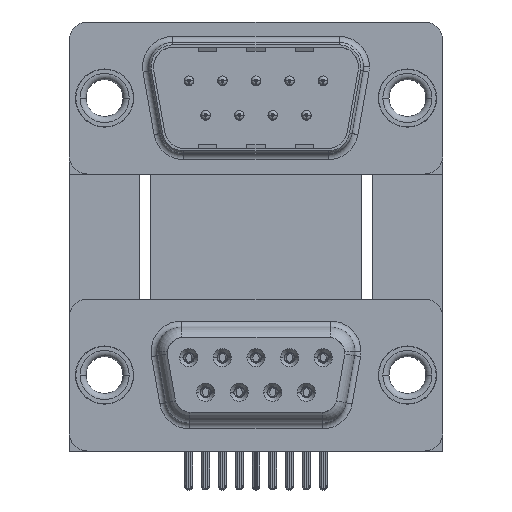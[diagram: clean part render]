
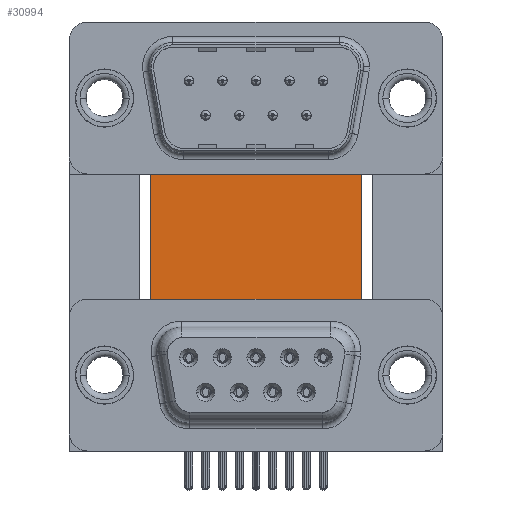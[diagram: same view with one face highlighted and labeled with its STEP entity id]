
A CAD part, top view. The second image highlights one B-rep face of the part: STEP entity #30994.
In plain terms, the highlighted planar face has unit normal (0, 0, 1).
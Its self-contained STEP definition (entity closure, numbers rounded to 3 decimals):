
#695 = VECTOR ( 'NONE', #6555, 1000. ) ;
#869 = VECTOR ( 'NONE', #21971, 1000. ) ;
#981 = DIRECTION ( 'NONE',  ( 1., 0., 0. ) ) ;
#2596 = VECTOR ( 'NONE', #32384, 1000. ) ;
#3753 = CARTESIAN_POINT ( 'NONE',  ( 22.09, -3.735, -12. ) ) ;
#4698 = VERTEX_POINT ( 'NONE', #8769 ) ;
#5306 = ORIENTED_EDGE ( 'NONE', *, *, #17420, .T. ) ;
#5314 = CARTESIAN_POINT ( 'NONE',  ( 3.79, 16.585, -12. ) ) ;
#5335 = CARTESIAN_POINT ( 'NONE',  ( 2.4, -4.635, -12. ) ) ;
#6012 = EDGE_CURVE ( 'NONE', #19527, #29257, #13268, .T. ) ;
#6555 = DIRECTION ( 'NONE',  ( 1., 0., 0. ) ) ;
#6744 = CARTESIAN_POINT ( 'NONE',  ( 22.09, -4.635, -12. ) ) ;
#6973 = DIRECTION ( 'NONE',  ( 1., 0., 0. ) ) ;
#7310 = LINE ( 'NONE', #3753, #2596 ) ;
#7439 = VECTOR ( 'NONE', #36124, 1000. ) ;
#7993 = LINE ( 'NONE', #36509, #7439 ) ;
#8769 = CARTESIAN_POINT ( 'NONE',  ( 22.59, -4.635, -12. ) ) ;
#8852 = PLANE ( 'NONE',  #19327 ) ;
#9331 = CARTESIAN_POINT ( 'NONE',  ( 21.2, 16.585, -12. ) ) ;
#9407 = EDGE_LOOP ( 'NONE', ( #9991, #26579, #34921, #5306, #15587, #23907, #22580, #29137, #32312, #13176 ) ) ;
#9511 = LINE ( 'NONE', #9331, #30347 ) ;
#9548 = VERTEX_POINT ( 'NONE', #10381 ) ;
#9991 = ORIENTED_EDGE ( 'NONE', *, *, #33992, .T. ) ;
#10266 = VERTEX_POINT ( 'NONE', #11072 ) ;
#10381 = CARTESIAN_POINT ( 'NONE',  ( 3.79, -0.735, -12. ) ) ;
#10443 = CARTESIAN_POINT ( 'NONE',  ( 2.9, -3.735, -12. ) ) ;
#10630 = VERTEX_POINT ( 'NONE', #5335 ) ;
#11072 = CARTESIAN_POINT ( 'NONE',  ( 3.79, 16.585, -12. ) ) ;
#11352 = VERTEX_POINT ( 'NONE', #13122 ) ;
#12332 = EDGE_CURVE ( 'NONE', #10266, #9548, #13322, .T. ) ;
#12838 = CARTESIAN_POINT ( 'NONE',  ( 22.59, -4.635, -12. ) ) ;
#13122 = CARTESIAN_POINT ( 'NONE',  ( 22.09, -4.635, -12. ) ) ;
#13176 = ORIENTED_EDGE ( 'NONE', *, *, #6012, .T. ) ;
#13268 = LINE ( 'NONE', #10443, #869 ) ;
#13322 = LINE ( 'NONE', #24855, #15447 ) ;
#14673 = VECTOR ( 'NONE', #981, 1000. ) ;
#14746 = VECTOR ( 'NONE', #6973, 1000. ) ;
#14882 = EDGE_CURVE ( 'NONE', #9548, #10630, #16609, .T. ) ;
#15447 = VECTOR ( 'NONE', #36379, 1000. ) ;
#15587 = ORIENTED_EDGE ( 'NONE', *, *, #17020, .F. ) ;
#16609 = LINE ( 'NONE', #21910, #16939 ) ;
#16939 = VECTOR ( 'NONE', #36068, 1000. ) ;
#17020 = EDGE_CURVE ( 'NONE', #35117, #35254, #9511, .T. ) ;
#17420 = EDGE_CURVE ( 'NONE', #4698, #35254, #24749, .T. ) ;
#17906 = EDGE_CURVE ( 'NONE', #10266, #35117, #32047, .T. ) ;
#19327 = AXIS2_PLACEMENT_3D ( 'NONE', #5314, #34331, #36999 ) ;
#19527 = VERTEX_POINT ( 'NONE', #26699 ) ;
#20918 = CARTESIAN_POINT ( 'NONE',  ( 2.9, -3.735, -12. ) ) ;
#21228 = CARTESIAN_POINT ( 'NONE',  ( 22.09, -3.735, -12. ) ) ;
#21417 = CARTESIAN_POINT ( 'NONE',  ( 21.2, 16.585, -12. ) ) ;
#21910 = CARTESIAN_POINT ( 'NONE',  ( 2.4, -4.635, -12. ) ) ;
#21971 = DIRECTION ( 'NONE',  ( 0., 1., 0. ) ) ;
#22580 = ORIENTED_EDGE ( 'NONE', *, *, #12332, .T. ) ;
#23907 = ORIENTED_EDGE ( 'NONE', *, *, #17906, .F. ) ;
#24749 = LINE ( 'NONE', #12838, #28530 ) ;
#24855 = CARTESIAN_POINT ( 'NONE',  ( 3.79, 16.585, -12. ) ) ;
#25897 = CARTESIAN_POINT ( 'NONE',  ( 21.2, -0.735, -12. ) ) ;
#26579 = ORIENTED_EDGE ( 'NONE', *, *, #33270, .T. ) ;
#26699 = CARTESIAN_POINT ( 'NONE',  ( 2.9, -4.635, -12. ) ) ;
#26875 = DIRECTION ( 'NONE',  ( 0., -1., 0. ) ) ;
#28530 = VECTOR ( 'NONE', #30390, 1000. ) ;
#29137 = ORIENTED_EDGE ( 'NONE', *, *, #14882, .T. ) ;
#29257 = VERTEX_POINT ( 'NONE', #20918 ) ;
#29780 = CARTESIAN_POINT ( 'NONE',  ( 3.79, 16.585, -12. ) ) ;
#30347 = VECTOR ( 'NONE', #26875, 1000. ) ;
#30390 = DIRECTION ( 'NONE',  ( -0.336, 0.942, 0. ) ) ;
#30577 = EDGE_CURVE ( 'NONE', #11352, #4698, #31802, .T. ) ;
#30994 = ADVANCED_FACE ( 'NONE', ( #34708 ), #8852, .F. ) ;
#31802 = LINE ( 'NONE', #6744, #695 ) ;
#32036 = LINE ( 'NONE', #35640, #14746 ) ;
#32047 = LINE ( 'NONE', #29780, #14673 ) ;
#32312 = ORIENTED_EDGE ( 'NONE', *, *, #36312, .T. ) ;
#32384 = DIRECTION ( 'NONE',  ( 0., -1., 0. ) ) ;
#33270 = EDGE_CURVE ( 'NONE', #35066, #11352, #7310, .T. ) ;
#33992 = EDGE_CURVE ( 'NONE', #29257, #35066, #7993, .T. ) ;
#34331 = DIRECTION ( 'NONE',  ( 0., 0., -1. ) ) ;
#34708 = FACE_OUTER_BOUND ( 'NONE', #9407, .T. ) ;
#34921 = ORIENTED_EDGE ( 'NONE', *, *, #30577, .T. ) ;
#35066 = VERTEX_POINT ( 'NONE', #21228 ) ;
#35117 = VERTEX_POINT ( 'NONE', #21417 ) ;
#35254 = VERTEX_POINT ( 'NONE', #25897 ) ;
#35640 = CARTESIAN_POINT ( 'NONE',  ( 2.9, -4.635, -12. ) ) ;
#36068 = DIRECTION ( 'NONE',  ( -0.336, -0.942, 0. ) ) ;
#36124 = DIRECTION ( 'NONE',  ( 1., 0., 0. ) ) ;
#36312 = EDGE_CURVE ( 'NONE', #10630, #19527, #32036, .T. ) ;
#36379 = DIRECTION ( 'NONE',  ( 0., -1., 0. ) ) ;
#36509 = CARTESIAN_POINT ( 'NONE',  ( 3.79, -3.735, -12. ) ) ;
#36999 = DIRECTION ( 'NONE',  ( -1., 0., 0. ) ) ;
